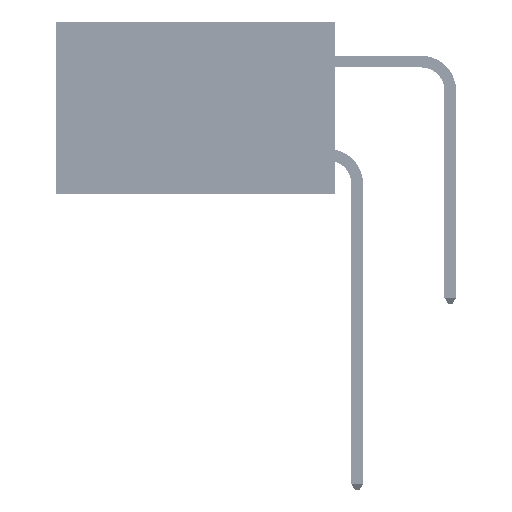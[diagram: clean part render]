
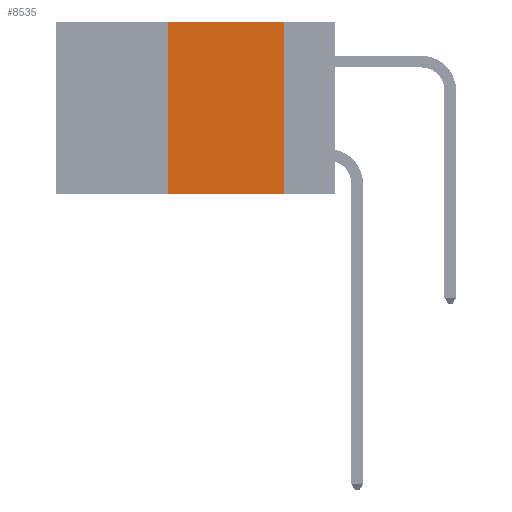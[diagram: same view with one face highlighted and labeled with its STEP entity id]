
A CAD part, left-side view. The second image highlights one B-rep face of the part: STEP entity #8535.
In plain terms, the highlighted planar face has unit normal (-1, 0, 0).
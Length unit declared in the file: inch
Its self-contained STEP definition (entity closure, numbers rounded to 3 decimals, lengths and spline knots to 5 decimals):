
#1515 = LINE ( 'NONE', #33487, #11742 ) ;
#3016 = CARTESIAN_POINT ( 'NONE',  ( 0., 0.11, -0.37 ) ) ;
#5295 = LINE ( 'NONE', #6848, #40519 ) ;
#6848 = CARTESIAN_POINT ( 'NONE',  ( 0., 0.11, 0. ) ) ;
#7091 = VERTEX_POINT ( 'NONE', #15991 ) ;
#8535 = ADVANCED_FACE ( 'NONE', ( #14430 ), #21777, .F. ) ;
#8996 = DIRECTION ( 'NONE',  ( 0., -1., 0. ) ) ;
#9279 = DIRECTION ( 'NONE',  ( 0., -1., 0. ) ) ;
#9644 = CARTESIAN_POINT ( 'NONE',  ( 0., 0.11, 0. ) ) ;
#11742 = VECTOR ( 'NONE', #8996, 39.37008 ) ;
#11803 = ORIENTED_EDGE ( 'NONE', *, *, #22785, .F. ) ;
#12550 = AXIS2_PLACEMENT_3D ( 'NONE', #13161, #50597, #17832 ) ;
#12882 = VECTOR ( 'NONE', #34439, 39.37008 ) ;
#13161 = CARTESIAN_POINT ( 'NONE',  ( 0., 0.6, 0. ) ) ;
#14430 = FACE_OUTER_BOUND ( 'NONE', #47903, .T. ) ;
#15813 = VERTEX_POINT ( 'NONE', #9644 ) ;
#15991 = CARTESIAN_POINT ( 'NONE',  ( 0., 0.36, 0. ) ) ;
#17099 = VECTOR ( 'NONE', #9279, 39.37008 ) ;
#17383 = LINE ( 'NONE', #21957, #12882 ) ;
#17832 = DIRECTION ( 'NONE',  ( 0., 0., -1. ) ) ;
#21777 = PLANE ( 'NONE',  #12550 ) ;
#21957 = CARTESIAN_POINT ( 'NONE',  ( 0., 0.36, 0. ) ) ;
#22785 = EDGE_CURVE ( 'NONE', #42465, #7091, #17383, .T. ) ;
#23661 = DIRECTION ( 'NONE',  ( 0., 0., -1. ) ) ;
#33106 = LINE ( 'NONE', #49757, #17099 ) ;
#33487 = CARTESIAN_POINT ( 'NONE',  ( 0., 0.6, 0. ) ) ;
#34439 = DIRECTION ( 'NONE',  ( 0., 0., 1. ) ) ;
#35864 = EDGE_CURVE ( 'NONE', #15813, #48520, #5295, .T. ) ;
#38674 = ORIENTED_EDGE ( 'NONE', *, *, #35864, .F. ) ;
#39049 = EDGE_CURVE ( 'NONE', #42465, #48520, #33106, .T. ) ;
#40519 = VECTOR ( 'NONE', #23661, 39.37008 ) ;
#41789 = CARTESIAN_POINT ( 'NONE',  ( 0., 0.36, -0.37 ) ) ;
#42465 = VERTEX_POINT ( 'NONE', #41789 ) ;
#45858 = EDGE_CURVE ( 'NONE', #7091, #15813, #1515, .T. ) ;
#47903 = EDGE_LOOP ( 'NONE', ( #38674, #51387, #11803, #52858 ) ) ;
#48520 = VERTEX_POINT ( 'NONE', #3016 ) ;
#49757 = CARTESIAN_POINT ( 'NONE',  ( 0., 0.6, -0.37 ) ) ;
#50597 = DIRECTION ( 'NONE',  ( 1., 0., 0. ) ) ;
#51387 = ORIENTED_EDGE ( 'NONE', *, *, #45858, .F. ) ;
#52858 = ORIENTED_EDGE ( 'NONE', *, *, #39049, .T. ) ;
